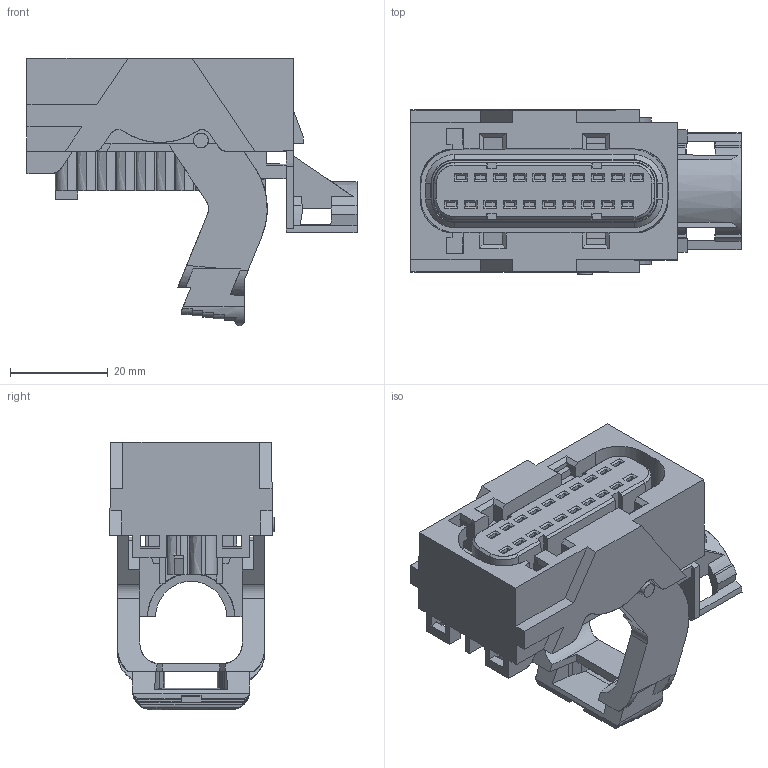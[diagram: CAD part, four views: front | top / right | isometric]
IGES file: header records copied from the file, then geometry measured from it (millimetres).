
Global section: file name: 13570698.igs; native system: NX V3.0; preprocessor: UGS NX IGES V3.0; date: 20070112.114635; units: millimetre
Bounding box: 67.39 x 33.58 x 54.63 mm (x, y, z)
Surface area: 18089.2 mm2 (no closed solid volume)
Topology: 0 solids, 0 shells, 749 faces, 5212 edges, 5260 vertices
Faces by surface type: extrusion 598, revolution 115, bspline 36
